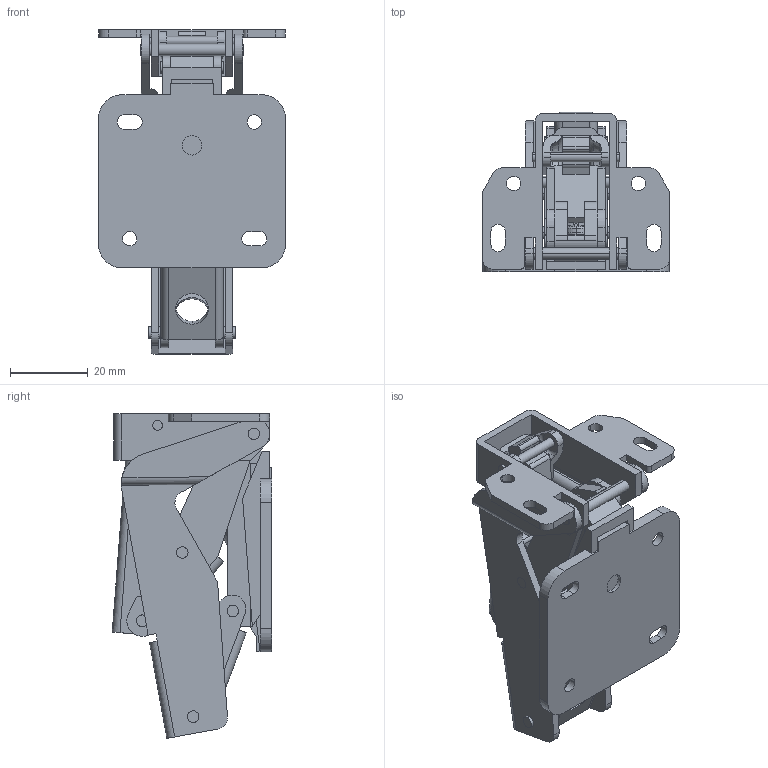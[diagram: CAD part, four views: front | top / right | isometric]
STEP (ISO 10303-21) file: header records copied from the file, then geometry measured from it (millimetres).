
FILE_DESCRIPTION (( 'STEP AP203' ), '1' );
FILE_NAME ('B-407_.STEP', '2008-09-18T13:46:20', ( ' ' ), ( ' ' ), 'SwSTEP 2.0', 'SolidWorks 2007', '' );
FILE_SCHEMA (( 'CONFIG_CONTROL_DESIGN' ));
Length unit declared in the file: millimetre
Products named in the file (17): B-407儕儞僋D_岞_棉太倌; B-407儕儞僋B_岞_棉太倌; B-407儕儀僢僩_岞_儕儀僢僩5丂冇3亊16; B-407儕儀僢僩_岞_儕儀僢僩3-冇3亊22.5; B-407_; B-407儕儀僢僩_岞_儕儀僢僩4-冇3亊17.5; B-407傾乕儉_岞_棉太倌; B-407儕儞僋A_岞_棉太倌; B-407儕儞僋C_岞_棉太倌; B-407庢晅嵗_岞_棉太倌; B-407儕儀僢僩_岞_儕儀僢僩1-冇3亊26.5; B-407僪傾儊儞僶乕岞_棉太倌; B-407ƒŠƒxƒbƒg_Œö_ƒŠƒxƒbƒg2-ƒÓ2.5; B-407僗僩僢僷乕_岞_棉太倌; B-407儕儀僢僩_岞_儕儀僢僩6丂冇3亊4.9; 調整ねじM5_M5×8; 固定ねじM5_M5×8
Assembly tree (18 placements, depth 2):
  B-407_
    B-407儕儀僢僩_岞_儕儀僢僩5丂冇3亊16  x2
    B-407儕儞僋D_岞_棉太倌
    B-407儕儀僢僩_岞_儕儀僢僩3-冇3亊22.5
    B-407儕儞僋B_岞_棉太倌
    B-407傾乕儉_岞_棉太倌
    B-407儕儀僢僩_岞_儕儀僢僩6丂冇3亊4.9  x2
    B-407ƒŠƒxƒbƒg_Œö_ƒŠƒxƒbƒg2-ƒÓ2.5
    B-407儕儞僋C_岞_棉太倌
    B-407儕儞僋A_岞_棉太倌
    B-407儕儀僢僩_岞_儕儀僢僩1-冇3亊26.5
    固定ねじM5_M5×8
    B-407儕儀僢僩_岞_儕儀僢僩4-冇3亊17.5
    B-407庢晅嵗_岞_棉太倌
    B-407僪傾儊儞僶乕岞_棉太倌
    B-407僗僩僢僷乕_岞_棉太倌
    調整ねじM5_M5×8
Bounding box: 48 x 41.01 x 83.46 mm (x, y, z)
Volume: 30429.1 mm3; surface area: 33202.8 mm2
Topology: 18 solids, 18 shells, 507 faces, 1359 edges, 892 vertices
Faces by surface type: plane 259, cylinder 226, torus 14, cone 4, sphere 4
Entity records: 18028 total; most frequent: CARTESIAN_POINT 3015, DIRECTION 2857, ORIENTED_EDGE 2694, EDGE_CURVE 1347, AXIS2_PLACEMENT_3D 1030, VERTEX_POINT 884, VECTOR 797, LINE 797
